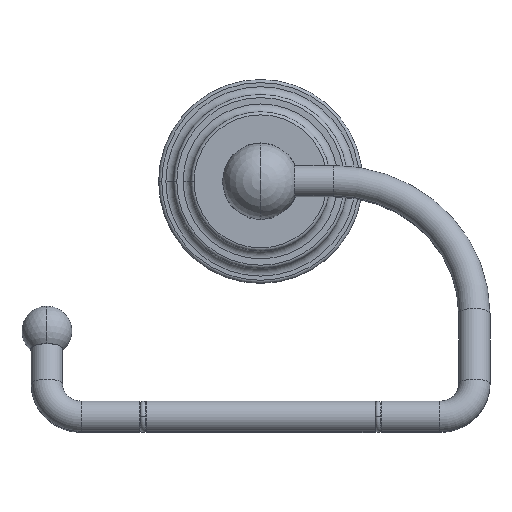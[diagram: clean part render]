
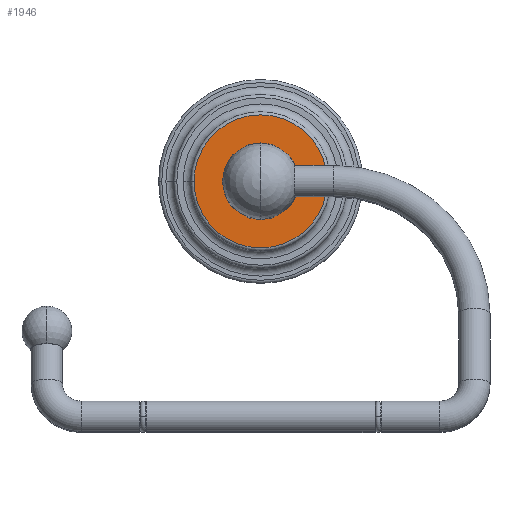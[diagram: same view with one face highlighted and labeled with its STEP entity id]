
A CAD part, top view. The second image highlights one B-rep face of the part: STEP entity #1946.
In plain terms, the highlighted planar face has unit normal (0, 0, 1).
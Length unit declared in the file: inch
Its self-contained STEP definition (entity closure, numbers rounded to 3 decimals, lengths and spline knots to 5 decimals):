
#402=CARTESIAN_POINT('',(0.,0.,0.512));
#403=DIRECTION('',(0.,0.,1.));
#404=DIRECTION('',(1.,0.,0.));
#405=AXIS2_PLACEMENT_3D('',#402,#403,#404);
#410=CARTESIAN_POINT('',(0.,0.,0.512));
#411=DIRECTION('',(0.,0.,1.));
#412=DIRECTION('',(-1.,0.,0.));
#413=AXIS2_PLACEMENT_3D('',#410,#411,#412);
#418=CARTESIAN_POINT('',(0.,0.,0.512));
#419=DIRECTION('',(0.,0.,1.));
#420=DIRECTION('',(0.,-1.,0.));
#421=AXIS2_PLACEMENT_3D('',#418,#419,#420);
#426=CARTESIAN_POINT('',(0.,0.,0.512));
#427=DIRECTION('',(0.,0.,1.));
#428=DIRECTION('',(0.,1.,0.));
#429=AXIS2_PLACEMENT_3D('',#426,#427,#428);
#1421=CARTESIAN_POINT('',(0.835,0.,0.512));
#1422=CARTESIAN_POINT('',(-0.835,0.,0.512));
#1423=VERTEX_POINT('',#1421);
#1424=VERTEX_POINT('',#1422);
#1455=CARTESIAN_POINT('',(0.,-0.464,0.512));
#1456=CARTESIAN_POINT('',(0.,0.464,0.512));
#1457=VERTEX_POINT('',#1455);
#1458=VERTEX_POINT('',#1456);
#1930=CARTESIAN_POINT('',(0.,0.,0.512));
#1931=DIRECTION('',(0.,0.,1.));
#1932=DIRECTION('',(1.,0.,0.));
#1933=AXIS2_PLACEMENT_3D('',#1930,#1931,#1932);
#1934=PLANE('',#1933);
#1935=ORIENTED_EDGE('',*,*,#1913,.F.);
#1937=ORIENTED_EDGE('',*,*,#1936,.F.);
#1938=EDGE_LOOP('',(#1935,#1937));
#1939=FACE_OUTER_BOUND('',#1938,.F.);
#1941=ORIENTED_EDGE('',*,*,#1940,.T.);
#1943=ORIENTED_EDGE('',*,*,#1942,.T.);
#1944=EDGE_LOOP('',(#1941,#1943));
#1945=FACE_BOUND('',#1944,.F.);
#406=CIRCLE('',#405,0.835);
#414=CIRCLE('',#413,0.835);
#422=CIRCLE('',#421,0.464);
#430=CIRCLE('',#429,0.464);
#1913=EDGE_CURVE('',#1423,#1424,#406,.T.);
#1936=EDGE_CURVE('',#1424,#1423,#414,.T.);
#1940=EDGE_CURVE('',#1457,#1458,#422,.T.);
#1942=EDGE_CURVE('',#1458,#1457,#430,.T.);
#1946=ADVANCED_FACE('',(#1939,#1945),#1934,.T.);
